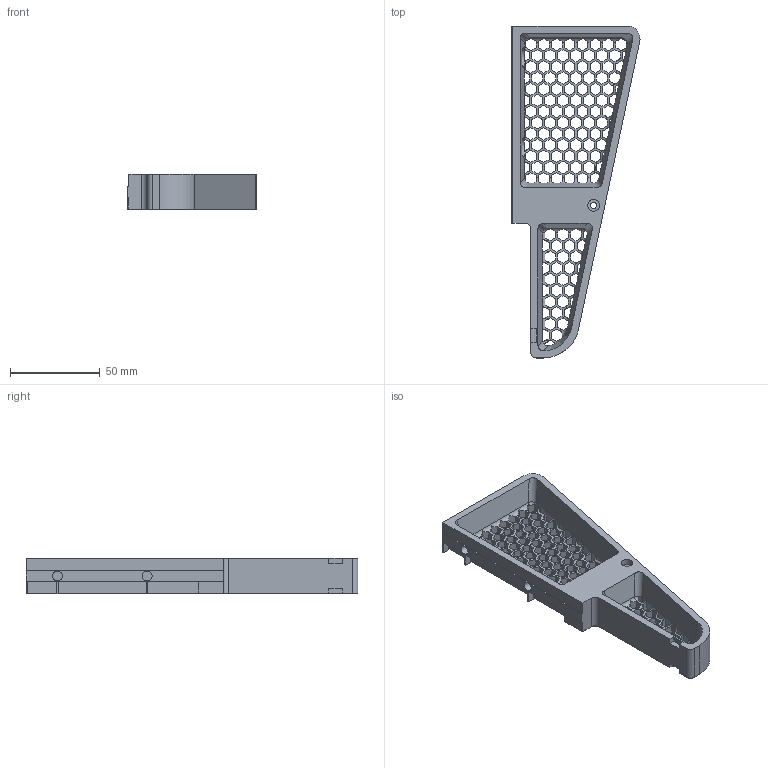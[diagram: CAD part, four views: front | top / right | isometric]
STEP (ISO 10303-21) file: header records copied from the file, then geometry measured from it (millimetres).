
FILE_DESCRIPTION(/* description */ (''),/* implementation_level */ '2;1');
FILE_NAME(/* name */ 'rocker_right.stp',/* time_stamp */ '2022-05-05T23:28:59+02:00',/* author */ ('Hans'),/* organization */ (''),/* preprocessor_version */ 'ST-DEVELOPER v18.1',/* originating_system */ 'Autodesk Inventor 2022',/* authorisation */ '');
FILE_SCHEMA (('AUTOMOTIVE_DESIGN { 1 0 10303 214 3 1 1 }'));
Length unit declared in the file: millimetre
Products named in the file (1): Kippstaender_R
Bounding box: 71.37 x 185 x 20 mm (x, y, z)
Volume: 70911.2 mm3; surface area: 37044.7 mm2
Topology: 1 solids, 1 shells, 929 faces, 2842 edges, 1853 vertices
Faces by surface type: plane 855, cylinder 54, cone 7, sphere 6, bspline 5, torus 2
Full cylindrical faces by diameter (mm): 3.4 x1, 5.5 x2, 6.5 x1
Entity records: 31869 total; most frequent: CARTESIAN_POINT 5744, ORIENTED_EDGE 5684, DIRECTION 4988, EDGE_CURVE 2842, LINE 2518, VECTOR 2518, VERTEX_POINT 1853, AXIS2_PLACEMENT_3D 1235
